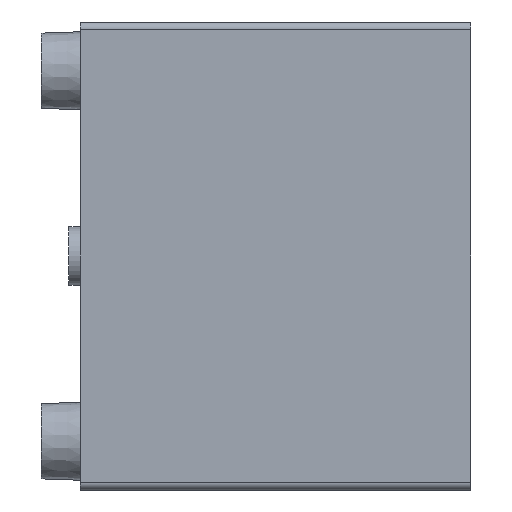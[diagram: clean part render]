
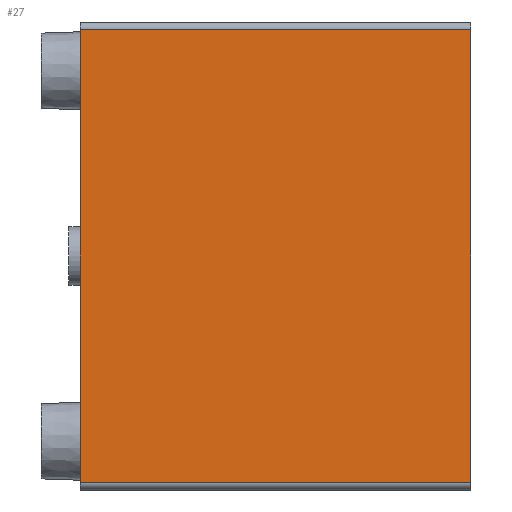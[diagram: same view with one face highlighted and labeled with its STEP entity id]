
A CAD part, left-side view. The second image highlights one B-rep face of the part: STEP entity #27.
In plain terms, the highlighted planar face has unit normal (-1, 0, 0).
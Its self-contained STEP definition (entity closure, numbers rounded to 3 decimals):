
#8 = DIRECTION ( 'NONE',  ( 0., -1., 0. ) ) ;
#27 = ADVANCED_FACE ( 'NONE', ( #1505 ), #833, .F. ) ;
#81 = LINE ( 'NONE', #1249, #2020 ) ;
#160 = ORIENTED_EDGE ( 'NONE', *, *, #2217, .T. ) ;
#187 = CARTESIAN_POINT ( 'NONE',  ( 0., 5., 11.8 ) ) ;
#270 = VERTEX_POINT ( 'NONE', #187 ) ;
#276 = DIRECTION ( 'NONE',  ( 0., 0., 1. ) ) ;
#304 = DIRECTION ( 'NONE',  ( 0., 1., 0. ) ) ;
#472 = EDGE_LOOP ( 'NONE', ( #160, #2239, #2064, #2283 ) ) ;
#507 = VERTEX_POINT ( 'NONE', #2330 ) ;
#658 = CARTESIAN_POINT ( 'NONE',  ( 0., 0., 12. ) ) ;
#825 = CARTESIAN_POINT ( 'NONE',  ( 0., 15., 12. ) ) ;
#833 = PLANE ( 'NONE',  #1851 ) ;
#862 = DIRECTION ( 'NONE',  ( 0., 0., -1. ) ) ;
#891 = VERTEX_POINT ( 'NONE', #942 ) ;
#942 = CARTESIAN_POINT ( 'NONE',  ( 0., 5., 0.2 ) ) ;
#960 = EDGE_CURVE ( 'NONE', #891, #270, #2221, .T. ) ;
#1249 = CARTESIAN_POINT ( 'NONE',  ( 0., 16., 11.8 ) ) ;
#1349 = CARTESIAN_POINT ( 'NONE',  ( 0., 0., 0.2 ) ) ;
#1480 = VERTEX_POINT ( 'NONE', #2281 ) ;
#1505 = FACE_OUTER_BOUND ( 'NONE', #472, .T. ) ;
#1597 = DIRECTION ( 'NONE',  ( 1., 0., 0. ) ) ;
#1643 = VECTOR ( 'NONE', #2138, 1000. ) ;
#1644 = EDGE_CURVE ( 'NONE', #1480, #507, #2137, .T. ) ;
#1733 = EDGE_CURVE ( 'NONE', #270, #1480, #81, .T. ) ;
#1824 = LINE ( 'NONE', #1349, #2396 ) ;
#1851 = AXIS2_PLACEMENT_3D ( 'NONE', #658, #1597, #862 ) ;
#2020 = VECTOR ( 'NONE', #304, 1000. ) ;
#2021 = VECTOR ( 'NONE', #276, 1000. ) ;
#2064 = ORIENTED_EDGE ( 'NONE', *, *, #1733, .T. ) ;
#2137 = LINE ( 'NONE', #825, #1643 ) ;
#2138 = DIRECTION ( 'NONE',  ( 0., 0., -1. ) ) ;
#2217 = EDGE_CURVE ( 'NONE', #507, #891, #1824, .T. ) ;
#2221 = LINE ( 'NONE', #2284, #2021 ) ;
#2239 = ORIENTED_EDGE ( 'NONE', *, *, #960, .T. ) ;
#2281 = CARTESIAN_POINT ( 'NONE',  ( 0., 15., 11.8 ) ) ;
#2283 = ORIENTED_EDGE ( 'NONE', *, *, #1644, .T. ) ;
#2284 = CARTESIAN_POINT ( 'NONE',  ( 0., 5., 12. ) ) ;
#2330 = CARTESIAN_POINT ( 'NONE',  ( 0., 15., 0.2 ) ) ;
#2396 = VECTOR ( 'NONE', #8, 1000. ) ;
